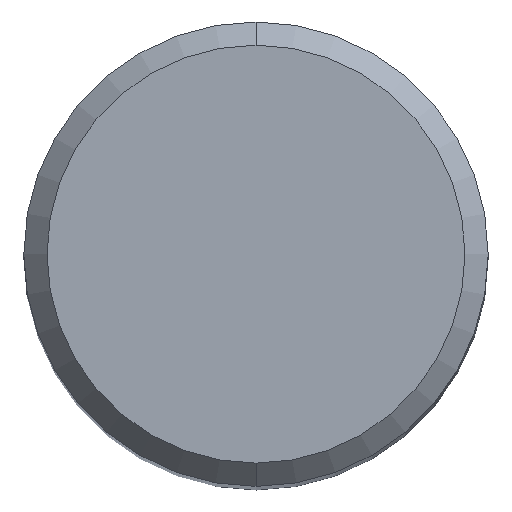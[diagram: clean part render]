
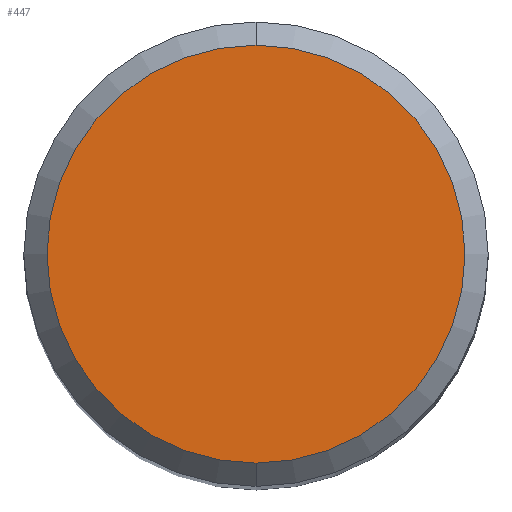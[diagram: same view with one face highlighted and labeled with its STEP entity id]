
A CAD part, top view. The second image highlights one B-rep face of the part: STEP entity #447.
In plain terms, the highlighted planar face has unit normal (0, 0, 1).
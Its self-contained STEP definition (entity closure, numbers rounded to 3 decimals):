
#293=VERTEX_POINT('',#661);
#409=VERTEX_POINT('',#789);
#447=ADVANCED_FACE('',(#830),#831,.T.);
#519=EDGE_CURVE('',#409,#293,#916,.T.);
#533=EDGE_CURVE('',#293,#409,#930,.T.);
#661=CARTESIAN_POINT('',(0.,-3.6,0.0));
#789=CARTESIAN_POINT('',(0.0,3.6,0.0));
#830=FACE_OUTER_BOUND('',#1458,.T.);
#831=PLANE('',#1459);
#916=CIRCLE('',#1639,3.6);
#930=CIRCLE('',#1658,3.6);
#1458=EDGE_LOOP('',(#1959,#1960));
#1459=AXIS2_PLACEMENT_3D('',#1961,#1962,#1963);
#1639=AXIS2_PLACEMENT_3D('',#2073,#2074,#2075);
#1658=AXIS2_PLACEMENT_3D('',#2083,#2084,#2085);
#1959=ORIENTED_EDGE('',*,*,#519,.F.);
#1960=ORIENTED_EDGE('',*,*,#533,.F.);
#1961=CARTESIAN_POINT('',(0.0,1.8,0.0));
#1962=DIRECTION('',(-0.0,0.0,1.0));
#1963=DIRECTION('',(0.0,-1.0,0.0));
#2073=CARTESIAN_POINT('',(0.0,0.0,0.0));
#2074=DIRECTION('',(0.0,0.0,-1.0));
#2075=DIRECTION('',(0.0,1.0,0.0));
#2083=CARTESIAN_POINT('',(0.0,0.0,0.0));
#2084=DIRECTION('',(0.0,0.0,-1.0));
#2085=DIRECTION('',(0.0,1.0,0.0));
